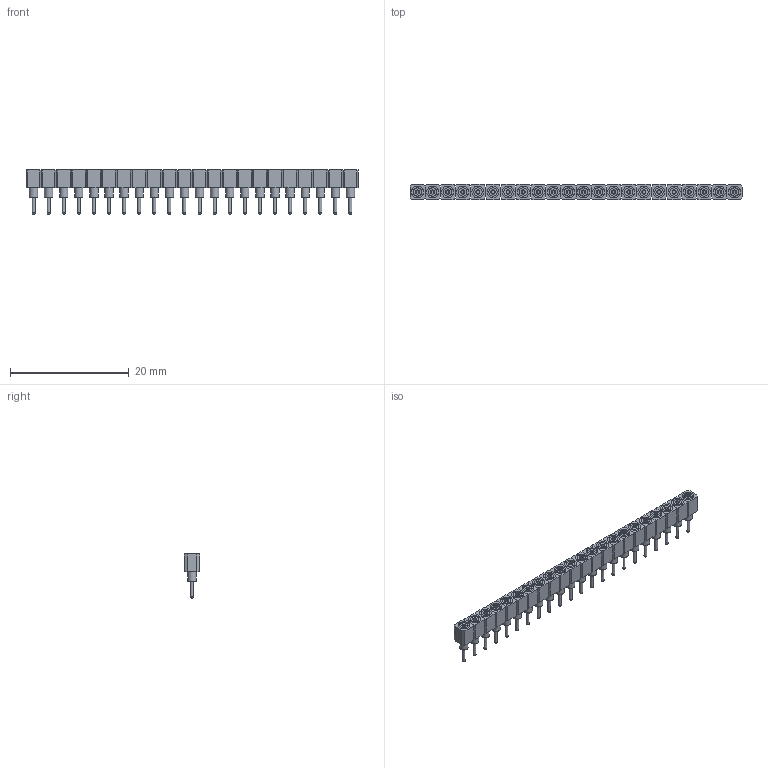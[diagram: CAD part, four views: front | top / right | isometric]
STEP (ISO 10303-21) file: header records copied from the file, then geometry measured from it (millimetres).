
FILE_DESCRIPTION(('FreeCAD Model'),'2;1');
FILE_NAME('Precision_Socket_Strip_Straight_L3.0_P2.5_01x22.step','2019-08-27T02:10:32',('Author'),(''), 'Open CASCADE STEP processor 6.8','FreeCAD','Unknown');
FILE_SCHEMA(('AUTOMOTIVE_DESIGN { 1 0 10303 214 1 1 1 1 }'));
Length unit declared in the file: millimetre
Products named in the file (1): Precision_Socket_Strip_Straight_L3.0_P2.5_01x22
Bounding box: 55.88 x 2.54 x 7.43 mm (x, y, z)
Volume: 461.5 mm3; surface area: 1112.4 mm2
Topology: 1 solids, 1 shells, 420 faces, 818 edges, 510 vertices
Faces by surface type: plane 288, cylinder 66, torus 44, revolution 22
Full cylindrical faces by diameter (mm): 0.5 x44, 1.4 x22
Entity records: 13749 total; most frequent: DIRECTION 1946, CARTESIAN_POINT 1903, ORIENTED_EDGE 1636, EDGE_CURVE 818, AXIS2_PLACEMENT_3D 707, FACE_BOUND 530, EDGE_LOOP 530, VERTEX_POINT 510
